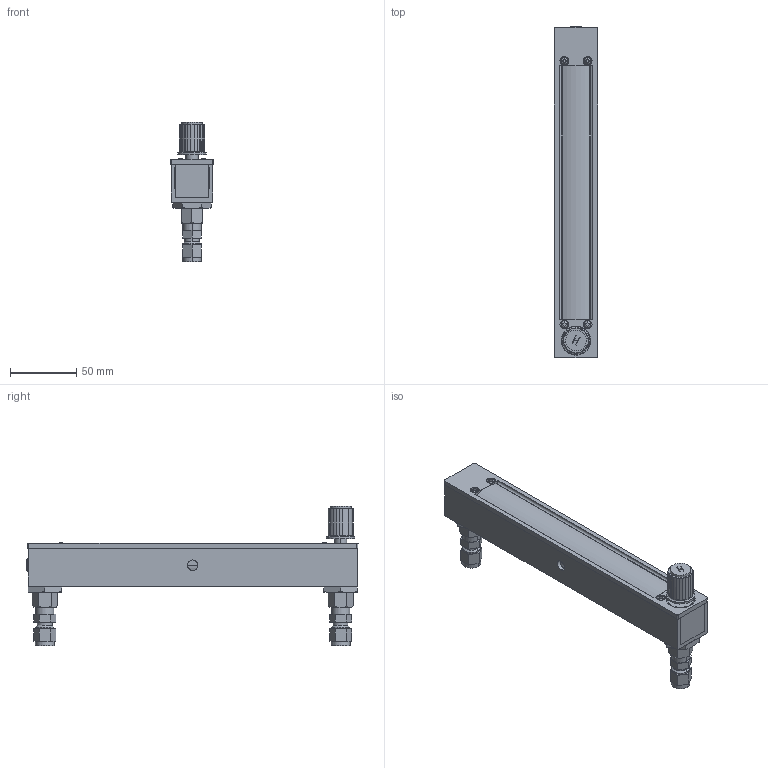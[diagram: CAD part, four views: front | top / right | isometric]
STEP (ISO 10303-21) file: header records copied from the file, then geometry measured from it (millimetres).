
FILE_DESCRIPTION (( 'STEP AP203' ), '1' );
FILE_NAME ('1355G-1-U-5-A.STEP', '2019-06-21T19:24:49', ( '' ), ( '' ), 'SwSTEP 2.0', 'SolidWorks 2019', '' );
FILE_SCHEMA (( 'CONFIG_CONTROL_DESIGN' ));
Length unit declared in the file: inch
Products named in the file (1): 1355G-1-U-5-A
Bounding box: 32.54 x 251.16 x 105.85 mm (x, y, z)
Surface area: 75205 mm2 (no closed solid volume)
Topology: 0 solids, 25 shells, 374 faces, 1153 edges, 795 vertices
Faces by surface type: plane 227, cylinder 80, cone 57, bspline 8, torus 2
Entity records: 13534 total; most frequent: CARTESIAN_POINT 3493, ORIENTED_EDGE 1984, DIRECTION 1969, EDGE_CURVE 1153, VERTEX_POINT 795, AXIS2_PLACEMENT_3D 665, VECTOR 639, LINE 639
